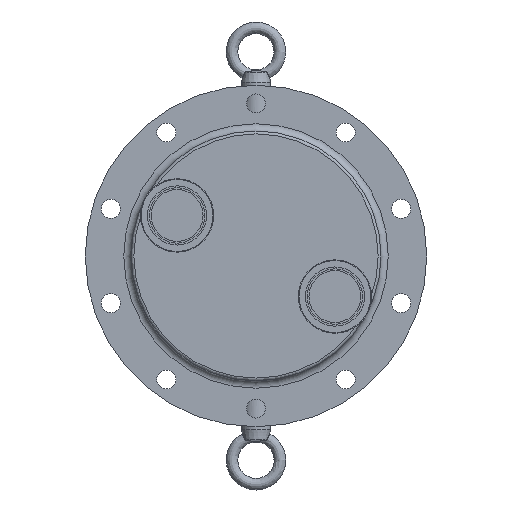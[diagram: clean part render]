
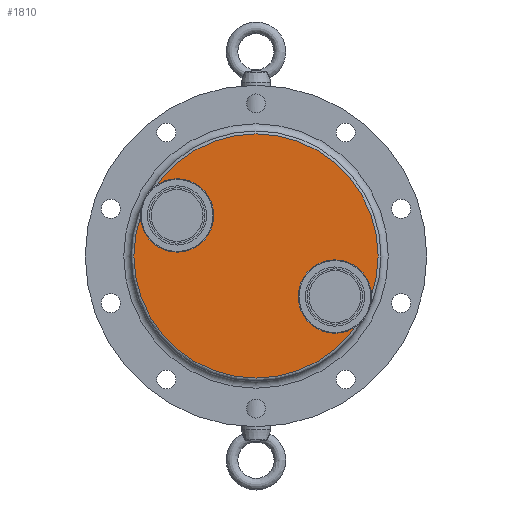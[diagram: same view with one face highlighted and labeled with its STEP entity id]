
A CAD part, left-side view. The second image highlights one B-rep face of the part: STEP entity #1810.
In plain terms, the highlighted planar face has unit normal (-1, 0, 0).
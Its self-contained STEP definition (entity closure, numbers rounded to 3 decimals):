
#42=FACE_BOUND('',#288,.T.);
#43=FACE_BOUND('',#289,.T.);
#139=PLANE('',#1950);
#183=FACE_OUTER_BOUND('',#287,.T.);
#287=EDGE_LOOP('',(#1252));
#288=EDGE_LOOP('',(#1253));
#289=EDGE_LOOP('',(#1254));
#619=CIRCLE('',#1935,19.05);
#629=CIRCLE('',#1951,84.);
#630=CIRCLE('',#1952,21.05);
#788=VERTEX_POINT('',#2821);
#796=VERTEX_POINT('',#2848);
#797=VERTEX_POINT('',#2850);
#963=EDGE_CURVE('',#788,#788,#619,.T.);
#975=EDGE_CURVE('',#796,#796,#629,.T.);
#976=EDGE_CURVE('',#797,#797,#630,.T.);
#1252=ORIENTED_EDGE('',*,*,#975,.F.);
#1253=ORIENTED_EDGE('',*,*,#976,.F.);
#1254=ORIENTED_EDGE('',*,*,#963,.T.);
#1810=ADVANCED_FACE('',(#183,#42,#43),#139,.T.);
#1935=AXIS2_PLACEMENT_3D('',#2823,#2215,#2216);
#1950=AXIS2_PLACEMENT_3D('',#2847,#2247,#2248);
#1951=AXIS2_PLACEMENT_3D('',#2849,#2249,#2250);
#1952=AXIS2_PLACEMENT_3D('',#2851,#2251,#2252);
#2215=DIRECTION('center_axis',(1.,0.,0.));
#2216=DIRECTION('ref_axis',(0.,-1.,0.));
#2247=DIRECTION('center_axis',(-1.,0.,0.));
#2248=DIRECTION('ref_axis',(0.,0.,1.));
#2249=DIRECTION('center_axis',(1.,0.,0.));
#2250=DIRECTION('ref_axis',(0.,0.,-1.));
#2251=DIRECTION('center_axis',(-1.,0.,0.));
#2252=DIRECTION('ref_axis',(0.,0.,1.));
#2821=CARTESIAN_POINT('',(267.,73.35,27.9));
#2823=CARTESIAN_POINT('Origin',(267.,54.3,27.9));
#2847=CARTESIAN_POINT('Origin',(267.,84.,0.));
#2848=CARTESIAN_POINT('',(267.,0.,84.));
#2849=CARTESIAN_POINT('Origin',(267.,0.,0.));
#2850=CARTESIAN_POINT('',(267.,-54.3,-48.95));
#2851=CARTESIAN_POINT('Origin',(267.,-54.3,-27.9));
